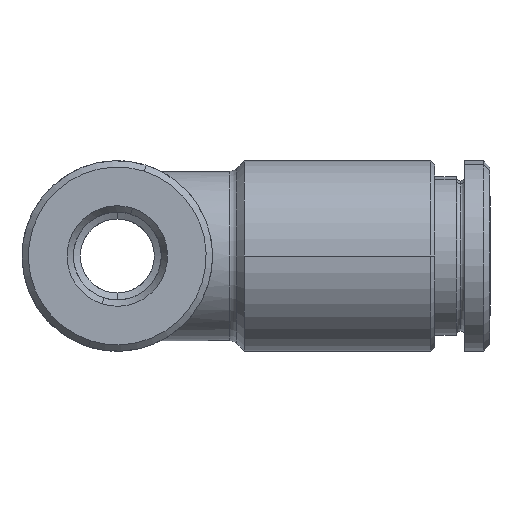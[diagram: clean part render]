
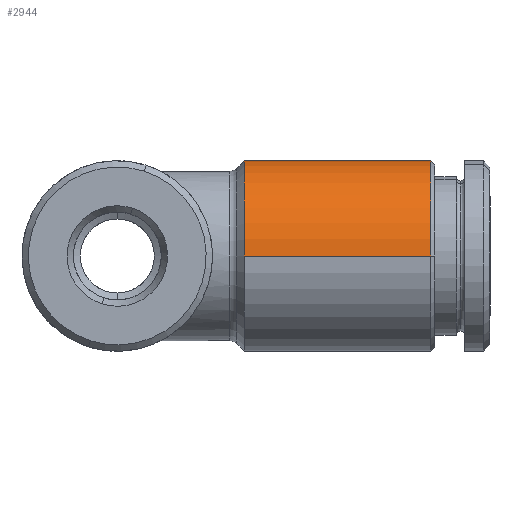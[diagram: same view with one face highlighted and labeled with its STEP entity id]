
A CAD part, left-side view. The second image highlights one B-rep face of the part: STEP entity #2944.
In plain terms, the highlighted cylindrical face has radius 4.5 mm (diameter 9 mm), a partial arc.
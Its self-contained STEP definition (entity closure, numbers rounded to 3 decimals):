
#1727 = CARTESIAN_POINT ( 'NONE',  ( 0., -14.8, 0. ) ) ;
#1728 = CIRCLE ( 'NONE', #1750, 4.5 ) ;
#1737 = CARTESIAN_POINT ( 'NONE',  ( -4.5, -14.8, 0. ) ) ;
#1738 = DIRECTION ( 'NONE',  ( -1., 0., 0. ) ) ;
#1739 = DIRECTION ( 'NONE',  ( 0., 1., 0. ) ) ;
#1750 = AXIS2_PLACEMENT_3D ( 'NONE', #1727, #1739, #1738 ) ;
#1819 = DIRECTION ( 'NONE',  ( 0., -1., 0. ) ) ;
#1820 = CARTESIAN_POINT ( 'NONE',  ( 0., -6., 0. ) ) ;
#1821 = AXIS2_PLACEMENT_3D ( 'NONE', #1820, #1819, #1859 ) ;
#1822 = CIRCLE ( 'NONE', #1821, 4.5 ) ;
#1823 = CARTESIAN_POINT ( 'NONE',  ( 4.5, -14.8, 0. ) ) ;
#1839 = DIRECTION ( 'NONE',  ( 0., 1., 0. ) ) ;
#1840 = VECTOR ( 'NONE', #1839, 1000. ) ;
#1841 = CARTESIAN_POINT ( 'NONE',  ( 4.5, 0., 0. ) ) ;
#1842 = LINE ( 'NONE', #1841, #1840 ) ;
#1844 = DIRECTION ( 'NONE',  ( 0., 0., -1. ) ) ;
#1845 = DIRECTION ( 'NONE',  ( 0., -1., 0. ) ) ;
#1854 = CARTESIAN_POINT ( 'NONE',  ( 0., 0., 0. ) ) ;
#1855 = AXIS2_PLACEMENT_3D ( 'NONE', #1854, #1885, #1884 ) ;
#1856 = CYLINDRICAL_SURFACE ( 'NONE', #1855, 4.5 ) ;
#1857 = FACE_OUTER_BOUND ( 'NONE', #2905, .T. ) ;
#1858 = CARTESIAN_POINT ( 'NONE',  ( -4.5, -6., 0. ) ) ;
#1859 = DIRECTION ( 'NONE',  ( 0., 0., -1. ) ) ;
#1862 = LINE ( 'NONE', #1879, #1878 ) ;
#1868 = CARTESIAN_POINT ( 'NONE',  ( 4.5, -6., 0. ) ) ;
#1877 = DIRECTION ( 'NONE',  ( 0., 1., 0. ) ) ;
#1878 = VECTOR ( 'NONE', #1877, 1000. ) ;
#1879 = CARTESIAN_POINT ( 'NONE',  ( -4.5, 0., 0. ) ) ;
#1883 = CARTESIAN_POINT ( 'NONE',  ( 0., -6., 4.5 ) ) ;
#1884 = DIRECTION ( 'NONE',  ( -1., 0., 0. ) ) ;
#1885 = DIRECTION ( 'NONE',  ( 0., 1., 0. ) ) ;
#1909 = CARTESIAN_POINT ( 'NONE',  ( 0., -6., 0. ) ) ;
#1910 = AXIS2_PLACEMENT_3D ( 'NONE', #1909, #1845, #1844 ) ;
#1911 = CIRCLE ( 'NONE', #1910, 4.5 ) ;
#2869 = EDGE_CURVE ( 'NONE', #2870, #2957, #1728, .T. ) ;
#2870 = VERTEX_POINT ( 'NONE', #1737 ) ;
#2897 = ORIENTED_EDGE ( 'NONE', *, *, #2915, .T. ) ;
#2904 = EDGE_CURVE ( 'NONE', #2948, #2943, #1911, .T. ) ;
#2905 = EDGE_LOOP ( 'NONE', ( #2937, #2897, #2954, #2918, #2931 ) ) ;
#2913 = EDGE_CURVE ( 'NONE', #2870, #2943, #1862, .T. ) ;
#2915 = EDGE_CURVE ( 'NONE', #2957, #2926, #1842, .T. ) ;
#2918 = ORIENTED_EDGE ( 'NONE', *, *, #2904, .T. ) ;
#2926 = VERTEX_POINT ( 'NONE', #1868 ) ;
#2931 = ORIENTED_EDGE ( 'NONE', *, *, #2913, .F. ) ;
#2937 = ORIENTED_EDGE ( 'NONE', *, *, #2869, .T. ) ;
#2942 = EDGE_CURVE ( 'NONE', #2926, #2948, #1822, .T. ) ;
#2943 = VERTEX_POINT ( 'NONE', #1858 ) ;
#2944 = ADVANCED_FACE ( 'NONE', ( #1857 ), #1856, .T. ) ;
#2948 = VERTEX_POINT ( 'NONE', #1883 ) ;
#2954 = ORIENTED_EDGE ( 'NONE', *, *, #2942, .T. ) ;
#2957 = VERTEX_POINT ( 'NONE', #1823 ) ;
